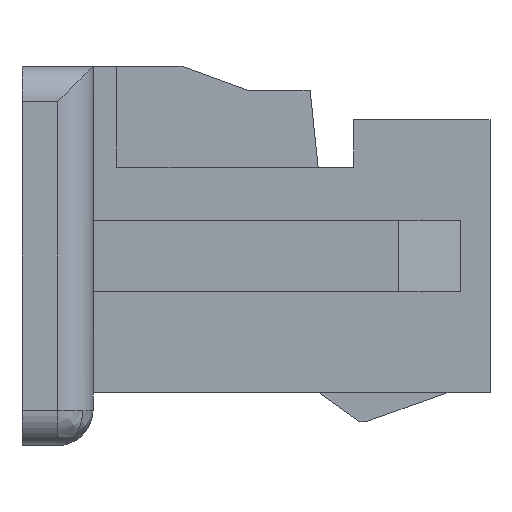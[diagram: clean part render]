
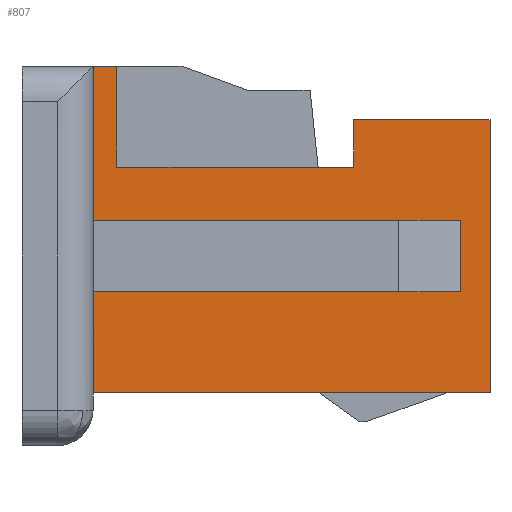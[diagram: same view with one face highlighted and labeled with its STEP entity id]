
A CAD part, left-side view. The second image highlights one B-rep face of the part: STEP entity #807.
In plain terms, the highlighted planar face has unit normal (-1, 0, 0).
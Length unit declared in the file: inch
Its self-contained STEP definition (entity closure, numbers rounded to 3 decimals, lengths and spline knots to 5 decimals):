
#329 = CARTESIAN_POINT ( 'NONE',  ( -0.10728, 0.05413, -0.04528 ) ) ;
#446 = VERTEX_POINT ( 'NONE', #4612 ) ;
#514 = LINE ( 'NONE', #3146, #1779 ) ;
#564 = CARTESIAN_POINT ( 'NONE',  ( -0.10728, 0.05413, -0.06299 ) ) ;
#687 = EDGE_CURVE ( 'NONE', #4607, #6198, #2306, .T. ) ;
#807 = ADVANCED_FACE ( 'NONE', ( #1553 ), #1772, .T. ) ;
#920 = ORIENTED_EDGE ( 'NONE', *, *, #5915, .T. ) ;
#930 = CARTESIAN_POINT ( 'NONE',  ( -0.10728, -0.03248, -0.06299 ) ) ;
#1031 = EDGE_CURVE ( 'NONE', #446, #6175, #2010, .T. ) ;
#1044 = ORIENTED_EDGE ( 'NONE', *, *, #2882, .F. ) ;
#1111 = CARTESIAN_POINT ( 'NONE',  ( -0.10728, 0.05413, -0.06299 ) ) ;
#1144 = ORIENTED_EDGE ( 'NONE', *, *, #3366, .T. ) ;
#1177 = LINE ( 'NONE', #2684, #3489 ) ;
#1298 = VECTOR ( 'NONE', #2409, 39.37008 ) ;
#1319 = ORIENTED_EDGE ( 'NONE', *, *, #2666, .T. ) ;
#1352 = VECTOR ( 'NONE', #4636, 39.37008 ) ;
#1506 = VECTOR ( 'NONE', #4954, 39.37008 ) ;
#1553 = FACE_OUTER_BOUND ( 'NONE', #3367, .T. ) ;
#1586 = DIRECTION ( 'NONE',  ( 0., 0., -1. ) ) ;
#1614 = EDGE_CURVE ( 'NONE', #3014, #4258, #2206, .T. ) ;
#1631 = DIRECTION ( 'NONE',  ( 0., 0., 1. ) ) ;
#1632 = ORIENTED_EDGE ( 'NONE', *, *, #1916, .T. ) ;
#1653 = DIRECTION ( 'NONE',  ( -1., 0., 0. ) ) ;
#1655 = EDGE_CURVE ( 'NONE', #4894, #446, #1177, .T. ) ;
#1748 = CARTESIAN_POINT ( 'NONE',  ( -0.10728, 0.05413, -0.06299 ) ) ;
#1772 = PLANE ( 'NONE',  #5160 ) ;
#1779 = VECTOR ( 'NONE', #3175, 39.37008 ) ;
#1813 = CARTESIAN_POINT ( 'NONE',  ( -0.10728, -0.06791, -0.01181 ) ) ;
#1916 = EDGE_CURVE ( 'NONE', #6198, #4010, #4450, .T. ) ;
#1956 = VERTEX_POINT ( 'NONE', #3614 ) ;
#1961 = ORIENTED_EDGE ( 'NONE', *, *, #1614, .T. ) ;
#2003 = VECTOR ( 'NONE', #2849, 39.37008 ) ;
#2010 = LINE ( 'NONE', #5260, #2003 ) ;
#2044 = ORIENTED_EDGE ( 'NONE', *, *, #6377, .T. ) ;
#2075 = VECTOR ( 'NONE', #3108, 39.37008 ) ;
#2104 = CARTESIAN_POINT ( 'NONE',  ( -0.10728, -0.03248, 0.02953 ) ) ;
#2115 = VECTOR ( 'NONE', #6079, 39.37008 ) ;
#2206 = LINE ( 'NONE', #5997, #2869 ) ;
#2306 = LINE ( 'NONE', #3209, #2075 ) ;
#2409 = DIRECTION ( 'NONE',  ( 0., 0., -1. ) ) ;
#2666 = EDGE_CURVE ( 'NONE', #4258, #4894, #5934, .T. ) ;
#2684 = CARTESIAN_POINT ( 'NONE',  ( -0.10728, 0.05413, 0.02953 ) ) ;
#2849 = DIRECTION ( 'NONE',  ( 0., 0., 1. ) ) ;
#2869 = VECTOR ( 'NONE', #3185, 39.37008 ) ;
#2882 = EDGE_CURVE ( 'NONE', #4280, #6175, #514, .T. ) ;
#2908 = LINE ( 'NONE', #3998, #3099 ) ;
#3014 = VERTEX_POINT ( 'NONE', #6170 ) ;
#3099 = VECTOR ( 'NONE', #6029, 39.37008 ) ;
#3108 = DIRECTION ( 'NONE',  ( 0., 1., 0. ) ) ;
#3146 = CARTESIAN_POINT ( 'NONE',  ( -0.10728, 0., 0.06299 ) ) ;
#3148 = VERTEX_POINT ( 'NONE', #4529 ) ;
#3171 = LINE ( 'NONE', #564, #4130 ) ;
#3175 = DIRECTION ( 'NONE',  ( 0., -1., 0. ) ) ;
#3185 = DIRECTION ( 'NONE',  ( 0., 1., 0. ) ) ;
#3209 = CARTESIAN_POINT ( 'NONE',  ( -0.10728, 0.05413, -0.01181 ) ) ;
#3258 = VECTOR ( 'NONE', #3773, 39.37008 ) ;
#3354 = EDGE_CURVE ( 'NONE', #3148, #4607, #5016, .T. ) ;
#3366 = EDGE_CURVE ( 'NONE', #1956, #3014, #4848, .T. ) ;
#3367 = EDGE_LOOP ( 'NONE', ( #1632, #920, #1144, #1961, #1319, #4107, #3539, #1044, #4639, #2044, #6169, #3916 ) ) ;
#3489 = VECTOR ( 'NONE', #6241, 39.37008 ) ;
#3539 = ORIENTED_EDGE ( 'NONE', *, *, #1031, .T. ) ;
#3614 = CARTESIAN_POINT ( 'NONE',  ( -0.10728, -0.07776, -0.04528 ) ) ;
#3691 = VERTEX_POINT ( 'NONE', #5106 ) ;
#3773 = DIRECTION ( 'NONE',  ( 0., -1., 0. ) ) ;
#3916 = ORIENTED_EDGE ( 'NONE', *, *, #687, .T. ) ;
#3998 = CARTESIAN_POINT ( 'NONE',  ( -0.10728, 0.05413, -0.04528 ) ) ;
#4010 = VERTEX_POINT ( 'NONE', #329 ) ;
#4107 = ORIENTED_EDGE ( 'NONE', *, *, #1655, .T. ) ;
#4130 = VECTOR ( 'NONE', #1586, 39.37008 ) ;
#4258 = VERTEX_POINT ( 'NONE', #5108 ) ;
#4280 = VERTEX_POINT ( 'NONE', #5131 ) ;
#4316 = CARTESIAN_POINT ( 'NONE',  ( -0.10728, 0.05413, 0.01181 ) ) ;
#4450 = LINE ( 'NONE', #1111, #1298 ) ;
#4529 = CARTESIAN_POINT ( 'NONE',  ( -0.10728, -0.06791, 0.01181 ) ) ;
#4607 = VERTEX_POINT ( 'NONE', #1813 ) ;
#4612 = CARTESIAN_POINT ( 'NONE',  ( -0.10728, 0.04626, 0.02953 ) ) ;
#4636 = DIRECTION ( 'NONE',  ( 0., 0., -1. ) ) ;
#4639 = ORIENTED_EDGE ( 'NONE', *, *, #4891, .T. ) ;
#4709 = CARTESIAN_POINT ( 'NONE',  ( -0.10728, -0.06791, -0.06299 ) ) ;
#4848 = LINE ( 'NONE', #5243, #1506 ) ;
#4891 = EDGE_CURVE ( 'NONE', #4280, #3691, #3171, .T. ) ;
#4894 = VERTEX_POINT ( 'NONE', #2104 ) ;
#4954 = DIRECTION ( 'NONE',  ( 0., 0., 1. ) ) ;
#5016 = LINE ( 'NONE', #4709, #1352 ) ;
#5106 = CARTESIAN_POINT ( 'NONE',  ( -0.10728, 0.05413, 0.01181 ) ) ;
#5108 = CARTESIAN_POINT ( 'NONE',  ( -0.10728, -0.03248, 0.04528 ) ) ;
#5131 = CARTESIAN_POINT ( 'NONE',  ( -0.10728, 0.05413, 0.06299 ) ) ;
#5160 = AXIS2_PLACEMENT_3D ( 'NONE', #1748, #1653, #1631 ) ;
#5206 = CARTESIAN_POINT ( 'NONE',  ( -0.10728, 0.05413, -0.01181 ) ) ;
#5243 = CARTESIAN_POINT ( 'NONE',  ( -0.10728, -0.07776, -0.06299 ) ) ;
#5260 = CARTESIAN_POINT ( 'NONE',  ( -0.10728, 0.04626, -0.06299 ) ) ;
#5915 = EDGE_CURVE ( 'NONE', #4010, #1956, #2908, .T. ) ;
#5934 = LINE ( 'NONE', #930, #2115 ) ;
#5997 = CARTESIAN_POINT ( 'NONE',  ( -0.10728, -0.07776, 0.04528 ) ) ;
#6029 = DIRECTION ( 'NONE',  ( 0., -1., 0. ) ) ;
#6079 = DIRECTION ( 'NONE',  ( 0., 0., -1. ) ) ;
#6149 = LINE ( 'NONE', #4316, #3258 ) ;
#6169 = ORIENTED_EDGE ( 'NONE', *, *, #3354, .T. ) ;
#6170 = CARTESIAN_POINT ( 'NONE',  ( -0.10728, -0.07776, 0.04528 ) ) ;
#6175 = VERTEX_POINT ( 'NONE', #6200 ) ;
#6198 = VERTEX_POINT ( 'NONE', #5206 ) ;
#6200 = CARTESIAN_POINT ( 'NONE',  ( -0.10728, 0.04626, 0.06299 ) ) ;
#6241 = DIRECTION ( 'NONE',  ( 0., 1., 0. ) ) ;
#6377 = EDGE_CURVE ( 'NONE', #3691, #3148, #6149, .T. ) ;
